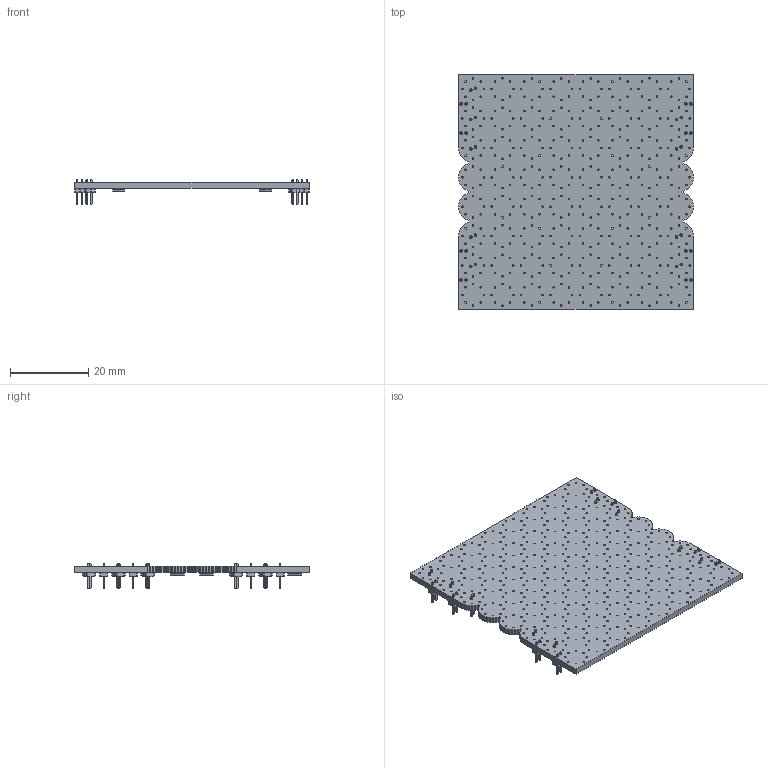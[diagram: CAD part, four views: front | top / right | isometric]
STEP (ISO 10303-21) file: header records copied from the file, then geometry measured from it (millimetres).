
FILE_DESCRIPTION(('KiCad electronic assembly'),'2;1');
FILE_NAME('TacTile-B.step','2023-08-14T10:17:53',('Pcbnew'),('Kicad'), 'Open CASCADE STEP processor 7.6','KiCad to STEP converter','Unknown' );
FILE_SCHEMA(('AUTOMOTIVE_DESIGN { 1 0 10303 214 1 1 1 1 }'));
Length unit declared in the file: millimetre
Products named in the file (6): TacTile-B 1; WDFN-8-1EP_3x2mm_P0.5mm_EP1.3x1.4mm; SOLID; PinHeader_1x02_P1.27mm_Vertical; PCB
Assembly tree (36 placements, depth 3):
  TacTile-B 1
    WDFN-8-1EP_3x2mm_P0.5mm_EP1.3x1.4mm  x16
      SOLID
    PinHeader_1x02_P1.27mm_Vertical  x17
      SOLID
    PCB
Bounding box: 59.9 x 59.9 x 6.3 mm (x, y, z)
Volume: 5658 mm3; surface area: 9371.8 mm2
Topology: 34 solids, 34 shells, 2580 faces, 6964 edges, 4552 vertices
Faces by surface type: plane 2018, cylinder 562
Full cylindrical faces by diameter (mm): 0.2 x16, 0.4 x512, 0.65 x34
Entity records: 65528 total; most frequent: CARTESIAN_POINT 16215, DIRECTION 8917, LINE 5018, VECTOR 5018, ORIENTED_EDGE 4804, PCURVE 4804, DEFINITIONAL_REPRESENTATION 4804, EDGE_CURVE 2402
